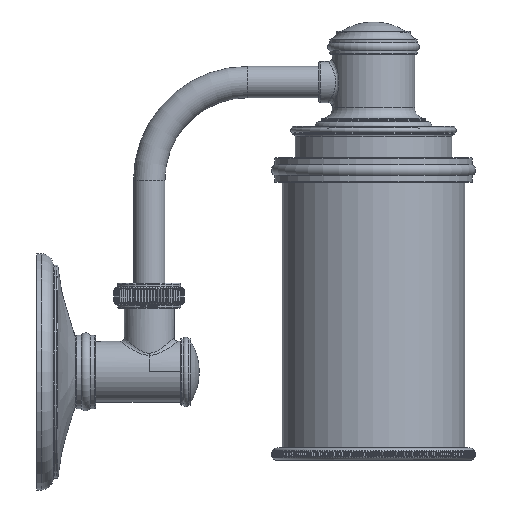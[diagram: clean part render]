
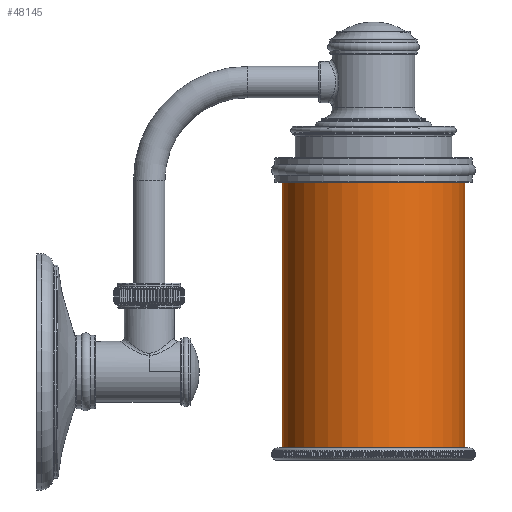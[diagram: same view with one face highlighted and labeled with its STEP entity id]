
A CAD part, top view. The second image highlights one B-rep face of the part: STEP entity #48145.
In plain terms, the highlighted cylindrical face has radius 46.5 mm (diameter 93 mm), a partial arc.
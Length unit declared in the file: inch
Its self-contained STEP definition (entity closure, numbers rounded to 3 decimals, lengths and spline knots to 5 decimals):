
#10222=CARTESIAN_POINT('',(5.97441,3.80413,0.));
#10223=DIRECTION('',(0.,1.,0.));
#10224=DIRECTION('',(-1.,0.,0.));
#10225=AXIS2_PLACEMENT_3D('',#10222,#10223,#10224);
#10232=DIRECTION('',(0.,1.,0.));
#10233=VECTOR('',#10232,5.49276);
#10234=CARTESIAN_POINT('',(7.80512,-1.68862,0.));
#10235=LINE('',#10234,#10233);
#18281=CARTESIAN_POINT('',(5.97441,-1.68862,0.));
#18282=DIRECTION('',(0.,1.,0.));
#18283=DIRECTION('',(-1.,0.,0.));
#18284=AXIS2_PLACEMENT_3D('',#18281,#18282,#18283);
#18286=DIRECTION('',(0.,1.,0.));
#18287=VECTOR('',#18286,5.49276);
#18288=CARTESIAN_POINT('',(4.1437,-1.68862,0.));
#18289=LINE('',#18288,#18287);
#19852=CARTESIAN_POINT('',(7.80512,3.80413,0.));
#19853=CARTESIAN_POINT('',(4.1437,3.80413,0.));
#19854=VERTEX_POINT('',#19852);
#19855=VERTEX_POINT('',#19853);
#20418=CARTESIAN_POINT('',(7.80512,-1.68862,0.));
#20419=CARTESIAN_POINT('',(4.1437,-1.68862,0.));
#20420=VERTEX_POINT('',#20418);
#20421=VERTEX_POINT('',#20419);
#48134=CARTESIAN_POINT('',(5.97441,-1.68862,0.));
#48135=DIRECTION('',(0.,1.,0.));
#48136=DIRECTION('',(1.,0.,0.));
#48137=AXIS2_PLACEMENT_3D('',#48134,#48135,#48136);
#48138=CYLINDRICAL_SURFACE('',#48137,1.83071);
#48139=ORIENTED_EDGE('',*,*,#40072,.F.);
#48140=ORIENTED_EDGE('',*,*,#40055,.T.);
#48141=ORIENTED_EDGE('',*,*,#40040,.T.);
#48142=ORIENTED_EDGE('',*,*,#40052,.F.);
#48143=EDGE_LOOP('',(#48139,#48140,#48141,#48142));
#48144=FACE_OUTER_BOUND('',#48143,.F.);
#48145=ADVANCED_FACE('',(#48144),#48138,.T.);
#10226=CIRCLE('',#10225,1.83071);
#18285=CIRCLE('',#18284,1.83071);
#40040=EDGE_CURVE('',#19855,#19854,#10226,.T.);
#40052=EDGE_CURVE('',#20420,#19854,#10235,.T.);
#40055=EDGE_CURVE('',#20421,#19855,#18289,.T.);
#40072=EDGE_CURVE('',#20421,#20420,#18285,.T.);
